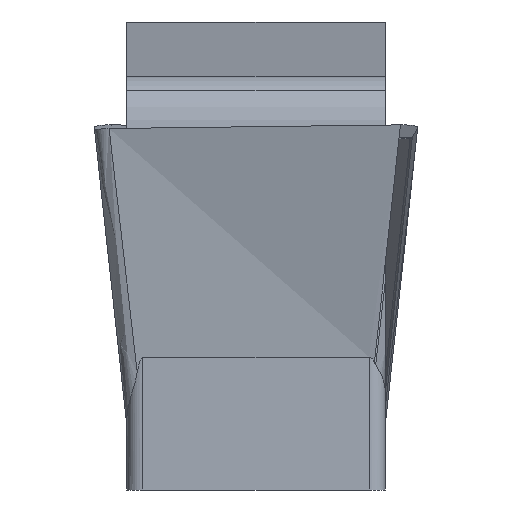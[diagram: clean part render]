
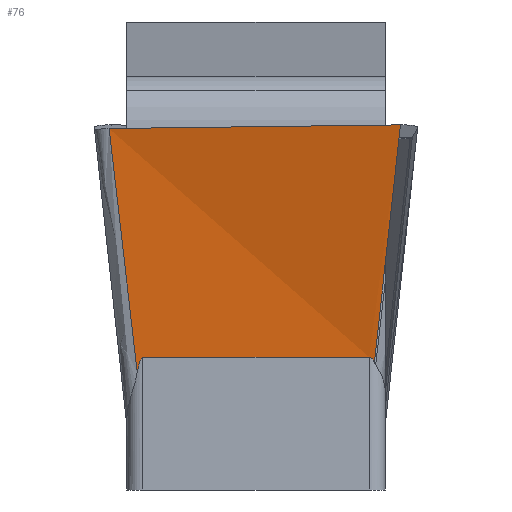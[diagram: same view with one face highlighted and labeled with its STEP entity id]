
A CAD part, front view. The second image highlights one B-rep face of the part: STEP entity #76.
In plain terms, the highlighted free-form (B-spline) face has degree [2, 1] with [3, 4] control points.
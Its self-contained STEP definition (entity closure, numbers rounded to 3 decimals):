
#38=(
BOUNDED_SURFACE()
B_SPLINE_SURFACE(2,1,((#1672,#1673,#1674,#1675),(#1676,#1677,#1678,#1679),
(#1680,#1681,#1682,#1683)),.UNSPECIFIED.,.F.,.F.,.F.)
B_SPLINE_SURFACE_WITH_KNOTS((3,3),(2,1,1,2),(0.,1.),(0.,0.417,
0.694,1.),.UNSPECIFIED.)
GEOMETRIC_REPRESENTATION_ITEM()
RATIONAL_B_SPLINE_SURFACE(((1.044,1.044,1.044,
1.044),(1.044,1.044,1.044,1.044),
(1.044,1.044,1.044,1.044)))
REPRESENTATION_ITEM('')
SURFACE()
);
#76=ADVANCED_FACE('SIDE_FP_AN_SU1',(#130),#38,.T.);
#130=FACE_OUTER_BOUND('',#166,.T.);
#166=EDGE_LOOP('',(#326,#327,#328,#329,#330,#331));
#199=B_SPLINE_CURVE_WITH_KNOTS('',3,(#1246,#1247,#1248,#1249,#1250,#1251,
#1252,#1253,#1254,#1255,#1256,#1257,#1258,#1259,#1260,#1261,#1262,#1263,
#1264,#1265,#1266,#1267,#1268,#1269,#1270,#1271,#1272,#1273),
 .UNSPECIFIED.,.F.,.F.,(4,3,3,3,3,3,3,3,3,4),(0.,0.32,0.537,
0.685,0.786,0.882,0.931,
0.967,0.992,1.),.UNSPECIFIED.);
#202=B_SPLINE_CURVE_WITH_KNOTS('',3,(#1298,#1299,#1300,#1301,#1302,#1303,
#1304,#1305,#1306,#1307,#1308,#1309,#1310),.UNSPECIFIED.,.F.,.F.,(4,3,3,
3,4),(0.,0.135,0.313,0.638,1.),
 .UNSPECIFIED.);
#210=B_SPLINE_CURVE_WITH_KNOTS('',3,(#1657,#1658,#1659,#1660,#1661,#1662,
#1663,#1664,#1665,#1666),.UNSPECIFIED.,.F.,.F.,(4,3,3,4),(0.,0.25,
0.625,1.),.UNSPECIFIED.);
#326=ORIENTED_EDGE('',*,*,#577,.F.);
#327=ORIENTED_EDGE('',*,*,#576,.F.);
#328=ORIENTED_EDGE('',*,*,#551,.T.);
#329=ORIENTED_EDGE('',*,*,#560,.F.);
#330=ORIENTED_EDGE('',*,*,#556,.T.);
#331=ORIENTED_EDGE('',*,*,#578,.F.);
#480=VERTEX_POINT('',#1245);
#481=VERTEX_POINT('',#1274);
#483=VERTEX_POINT('',#1285);
#484=VERTEX_POINT('',#1297);
#493=VERTEX_POINT('',#1646);
#494=VERTEX_POINT('',#1667);
#551=EDGE_CURVE('',#481,#480,#199,.T.);
#556=EDGE_CURVE('',#483,#484,#202,.T.);
#560=EDGE_CURVE('',#483,#480,#697,.T.);
#576=EDGE_CURVE('',#481,#493,#699,.T.);
#577=EDGE_CURVE('',#493,#494,#210,.T.);
#578=EDGE_CURVE('',#494,#484,#700,.T.);
#697=(
BOUNDED_CURVE()
B_SPLINE_CURVE(2,(#1318,#1319,#1320),.UNSPECIFIED.,.F.,.F.)
B_SPLINE_CURVE_WITH_KNOTS((3,3),(0.,1.),.UNSPECIFIED.)
CURVE()
GEOMETRIC_REPRESENTATION_ITEM()
RATIONAL_B_SPLINE_CURVE((1.044,1.044,1.044))
REPRESENTATION_ITEM('')
);
#699=(
BOUNDED_CURVE()
B_SPLINE_CURVE(1,(#1647,#1648,#1649,#1650),.UNSPECIFIED.,.F.,.F.)
B_SPLINE_CURVE_WITH_KNOTS((2,1,1,2),(0.,0.312,0.574,
1.),.UNSPECIFIED.)
CURVE()
GEOMETRIC_REPRESENTATION_ITEM()
RATIONAL_B_SPLINE_CURVE((1.044,1.044,1.044,
1.044))
REPRESENTATION_ITEM('')
);
#700=(
BOUNDED_CURVE()
B_SPLINE_CURVE(1,(#1668,#1669,#1670,#1671),.UNSPECIFIED.,.F.,.F.)
B_SPLINE_CURVE_WITH_KNOTS((2,1,1,2),(0.,0.423,0.69,
1.),.UNSPECIFIED.)
CURVE()
GEOMETRIC_REPRESENTATION_ITEM()
RATIONAL_B_SPLINE_CURVE((1.044,1.044,1.044,
1.044))
REPRESENTATION_ITEM('')
);
#1245=CARTESIAN_POINT('',(-1.4,-12.099,-2.851));
#1246=CARTESIAN_POINT('',(-1.47,-12.086,-3.039));
#1247=CARTESIAN_POINT('',(-1.466,-12.088,-3.017));
#1248=CARTESIAN_POINT('',(-1.462,-12.089,-2.995));
#1249=CARTESIAN_POINT('',(-1.457,-12.091,-2.974));
#1250=CARTESIAN_POINT('',(-1.454,-12.091,-2.959));
#1251=CARTESIAN_POINT('',(-1.45,-12.092,-2.944));
#1252=CARTESIAN_POINT('',(-1.446,-12.093,-2.93));
#1253=CARTESIAN_POINT('',(-1.443,-12.094,-2.92));
#1254=CARTESIAN_POINT('',(-1.44,-12.095,-2.91));
#1255=CARTESIAN_POINT('',(-1.437,-12.095,-2.901));
#1256=CARTESIAN_POINT('',(-1.435,-12.096,-2.894));
#1257=CARTESIAN_POINT('',(-1.432,-12.096,-2.888));
#1258=CARTESIAN_POINT('',(-1.429,-12.097,-2.881));
#1259=CARTESIAN_POINT('',(-1.426,-12.097,-2.875));
#1260=CARTESIAN_POINT('',(-1.423,-12.097,-2.869));
#1261=CARTESIAN_POINT('',(-1.419,-12.098,-2.864));
#1262=CARTESIAN_POINT('',(-1.417,-12.098,-2.861));
#1263=CARTESIAN_POINT('',(-1.415,-12.098,-2.859));
#1264=CARTESIAN_POINT('',(-1.413,-12.098,-2.856));
#1265=CARTESIAN_POINT('',(-1.411,-12.098,-2.855));
#1266=CARTESIAN_POINT('',(-1.409,-12.099,-2.853));
#1267=CARTESIAN_POINT('',(-1.407,-12.099,-2.852));
#1268=CARTESIAN_POINT('',(-1.405,-12.099,-2.851));
#1269=CARTESIAN_POINT('',(-1.403,-12.099,-2.851));
#1270=CARTESIAN_POINT('',(-1.402,-12.099,-2.851));
#1271=CARTESIAN_POINT('',(-1.401,-12.099,-2.851));
#1272=CARTESIAN_POINT('',(-1.401,-12.099,-2.851));
#1273=CARTESIAN_POINT('',(-1.4,-12.099,-2.851));
#1274=CARTESIAN_POINT('',(-1.47,-12.086,-3.039));
#1285=CARTESIAN_POINT('',(1.4,-12.099,-2.851));
#1297=CARTESIAN_POINT('',(1.465,-12.088,-2.912));
#1298=CARTESIAN_POINT('',(1.4,-12.099,-2.851));
#1299=CARTESIAN_POINT('',(1.404,-12.099,-2.851));
#1300=CARTESIAN_POINT('',(1.409,-12.099,-2.851));
#1301=CARTESIAN_POINT('',(1.413,-12.098,-2.853));
#1302=CARTESIAN_POINT('',(1.418,-12.098,-2.855));
#1303=CARTESIAN_POINT('',(1.423,-12.098,-2.858));
#1304=CARTESIAN_POINT('',(1.427,-12.097,-2.861));
#1305=CARTESIAN_POINT('',(1.435,-12.096,-2.867));
#1306=CARTESIAN_POINT('',(1.442,-12.094,-2.875));
#1307=CARTESIAN_POINT('',(1.448,-12.093,-2.883));
#1308=CARTESIAN_POINT('',(1.454,-12.091,-2.892));
#1309=CARTESIAN_POINT('',(1.46,-12.09,-2.902));
#1310=CARTESIAN_POINT('',(1.465,-12.088,-2.912));
#1318=CARTESIAN_POINT('',(1.4,-12.099,-2.851));
#1319=CARTESIAN_POINT('',(0.,-12.099,-2.851));
#1320=CARTESIAN_POINT('',(-1.4,-12.099,-2.851));
#1646=CARTESIAN_POINT('',(-1.818,-12.287,-0.023));
#1647=CARTESIAN_POINT('',(-1.099,-11.873,-6.25));
#1648=CARTESIAN_POINT('',(-1.491,-12.099,-2.851));
#1649=CARTESIAN_POINT('',(-1.821,-12.288,0.));
#1650=CARTESIAN_POINT('',(-2.357,-12.596,4.643));
#1657=CARTESIAN_POINT('',(-1.818,-12.287,-0.023));
#1658=CARTESIAN_POINT('',(-1.517,-12.313,-0.019));
#1659=CARTESIAN_POINT('',(-1.217,-12.339,-0.015));
#1660=CARTESIAN_POINT('',(-0.916,-12.366,-0.011));
#1661=CARTESIAN_POINT('',(-0.466,-12.406,-0.006));
#1662=CARTESIAN_POINT('',(-0.015,-12.446,0.));
#1663=CARTESIAN_POINT('',(0.436,-12.486,0.005));
#1664=CARTESIAN_POINT('',(0.887,-12.526,0.011));
#1665=CARTESIAN_POINT('',(1.337,-12.567,0.017));
#1666=CARTESIAN_POINT('',(1.788,-12.608,0.023));
#1667=CARTESIAN_POINT('',(1.788,-12.608,0.023));
#1668=CARTESIAN_POINT('',(2.284,-13.405,4.528));
#1669=CARTESIAN_POINT('',(1.786,-12.604,0.));
#1670=CARTESIAN_POINT('',(1.472,-12.099,-2.851));
#1671=CARTESIAN_POINT('',(1.107,-11.512,-6.166));
#1672=CARTESIAN_POINT('',(2.258,-13.364,4.295));
#1673=CARTESIAN_POINT('',(1.786,-12.604,0.));
#1674=CARTESIAN_POINT('',(1.472,-12.099,-2.851));
#1675=CARTESIAN_POINT('',(1.126,-11.542,-5.995));
#1676=CARTESIAN_POINT('',(-0.029,-12.969,4.295));
#1677=CARTESIAN_POINT('',(-0.017,-12.446,0.));
#1678=CARTESIAN_POINT('',(-0.01,-12.099,-2.851));
#1679=CARTESIAN_POINT('',(-0.001,-11.716,-5.995));
#1680=CARTESIAN_POINT('',(-2.317,-12.573,4.295));
#1681=CARTESIAN_POINT('',(-1.821,-12.288,0.));
#1682=CARTESIAN_POINT('',(-1.491,-12.099,-2.851));
#1683=CARTESIAN_POINT('',(-1.128,-11.89,-5.995));
